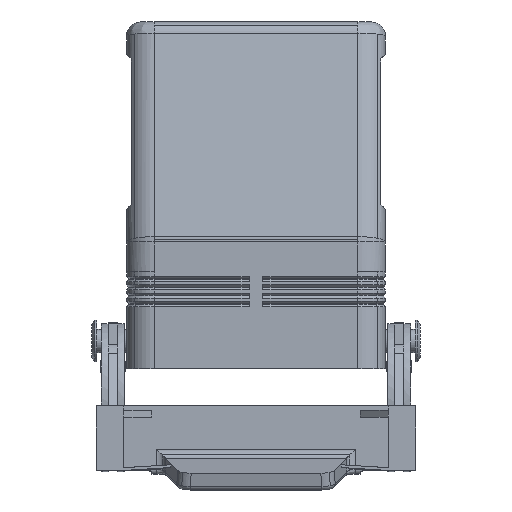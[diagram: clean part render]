
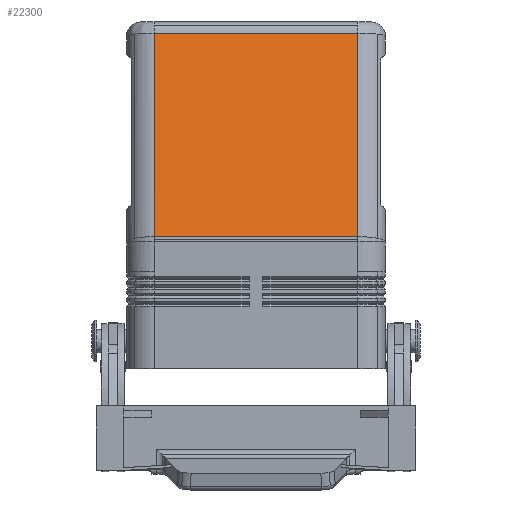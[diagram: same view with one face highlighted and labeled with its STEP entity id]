
A CAD part, left-side view. The second image highlights one B-rep face of the part: STEP entity #22300.
In plain terms, the highlighted planar face has unit normal (-0.982, 0, 0.188).
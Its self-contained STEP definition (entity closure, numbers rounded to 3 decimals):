
#4250=CARTESIAN_POINT('',(-32.466,22.,72.564));
#4251=VERTEX_POINT('',#4250);
#4259=CARTESIAN_POINT('',(-32.466,-22.,72.564));
#4260=VERTEX_POINT('',#4259);
#4261=CARTESIAN_POINT('',(-32.466,22.,72.564));
#4262=DIRECTION('',(0.0,-1.0,0.0));
#4263=VECTOR('',#4262,44.0);
#4264=LINE('',#4261,#4263);
#4265=EDGE_CURVE('',#4251,#4260,#4264,.T.);
#21210=CARTESIAN_POINT('',(-40.893,-22.,28.559));
#21211=VERTEX_POINT('',#21210);
#21245=CARTESIAN_POINT('',(-40.893,22.,28.559));
#21246=VERTEX_POINT('',#21245);
#21247=CARTESIAN_POINT('',(-40.893,-22.,28.559));
#21248=DIRECTION('',(0.0,1.0,0.0));
#21249=VECTOR('',#21248,44.0);
#21250=LINE('',#21247,#21249);
#21251=EDGE_CURVE('',#21211,#21246,#21250,.T.);
#21372=CARTESIAN_POINT('',(-32.466,-22.,72.564));
#21373=DIRECTION('',(-0.188,0.0,-0.982));
#21374=VECTOR('',#21373,44.805);
#21375=LINE('',#21372,#21374);
#21376=EDGE_CURVE('',#4260,#21211,#21375,.T.);
#21766=CARTESIAN_POINT('',(-40.893,22.,28.559));
#21767=DIRECTION('',(0.188,0.0,0.982));
#21768=VECTOR('',#21767,44.805);
#21769=LINE('',#21766,#21768);
#21770=EDGE_CURVE('',#21246,#4251,#21769,.T.);
#22289=CARTESIAN_POINT('',(-32.0,0.0,75.0));
#22290=DIRECTION('',(-0.982,0.0,0.188));
#22291=DIRECTION('',(0.188,0.0,0.982));
#22292=AXIS2_PLACEMENT_3D('',#22289,#22290,#22291);
#22293=PLANE('',#22292);
#22294=ORIENTED_EDGE('',*,*,#21251,.F.);
#22295=ORIENTED_EDGE('',*,*,#21376,.F.);
#22296=ORIENTED_EDGE('',*,*,#4265,.F.);
#22297=ORIENTED_EDGE('',*,*,#21770,.F.);
#22298=EDGE_LOOP('',(#22294,#22295,#22296,#22297));
#22299=FACE_OUTER_BOUND('',#22298,.T.);
#22300=ADVANCED_FACE('',(#22299),#22293,.T.);
